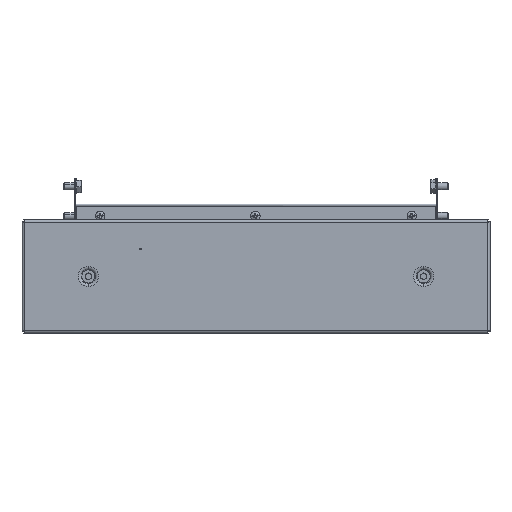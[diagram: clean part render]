
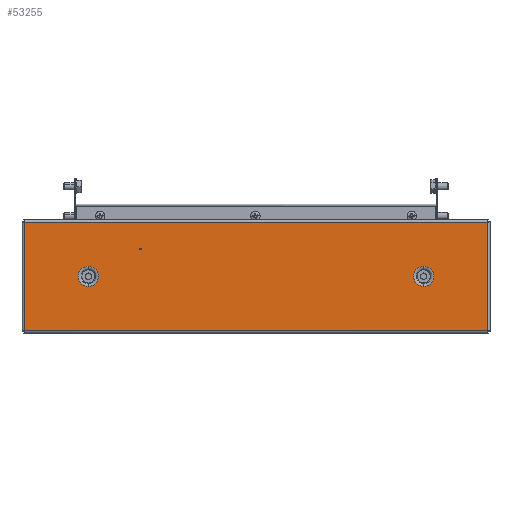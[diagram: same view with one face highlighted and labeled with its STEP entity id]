
A CAD part, top view. The second image highlights one B-rep face of the part: STEP entity #53255.
In plain terms, the highlighted planar face has unit normal (0, 0, 1).
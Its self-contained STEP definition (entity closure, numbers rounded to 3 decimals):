
#720 = CARTESIAN_POINT ( 'NONE',  ( -196.029, -45.6, 0. ) ) ;
#1892 = CARTESIAN_POINT ( 'NONE',  ( 141.5, 0., 0. ) ) ;
#2076 = AXIS2_PLACEMENT_3D ( 'NONE', #5834, #9635, #43054 ) ;
#2989 = EDGE_CURVE ( 'NONE', #26964, #47850, #50446, .T. ) ;
#3524 = CARTESIAN_POINT ( 'NONE',  ( -97., 23., 0. ) ) ;
#3604 = VERTEX_POINT ( 'NONE', #8439 ) ;
#4960 = VERTEX_POINT ( 'NONE', #47648 ) ;
#5186 = DIRECTION ( 'NONE',  ( 0., -1., 0. ) ) ;
#5834 = CARTESIAN_POINT ( 'NONE',  ( -141.5, 0., 0. ) ) ;
#6632 = AXIS2_PLACEMENT_3D ( 'NONE', #36134, #21152, #37686 ) ;
#7084 = EDGE_CURVE ( 'NONE', #4960, #7774, #40252, .T. ) ;
#7295 = CARTESIAN_POINT ( 'NONE',  ( -97.5, 23., 0. ) ) ;
#7774 = VERTEX_POINT ( 'NONE', #33164 ) ;
#8439 = CARTESIAN_POINT ( 'NONE',  ( -141.5, -8.443, 0. ) ) ;
#8786 = CARTESIAN_POINT ( 'NONE',  ( -98., 23., 0. ) ) ;
#9063 = DIRECTION ( 'NONE',  ( 0., 1., 0. ) ) ;
#9114 = DIRECTION ( 'NONE',  ( 1., 0., 0. ) ) ;
#9211 = DIRECTION ( 'NONE',  ( 0., 1., 0. ) ) ;
#9285 = EDGE_CURVE ( 'NONE', #47850, #26964, #48927, .T. ) ;
#9526 = VERTEX_POINT ( 'NONE', #39706 ) ;
#9635 = DIRECTION ( 'NONE',  ( 0., 0., 1. ) ) ;
#10006 = ORIENTED_EDGE ( 'NONE', *, *, #9285, .T. ) ;
#11428 = CARTESIAN_POINT ( 'NONE',  ( 141.5, 8.443, 0. ) ) ;
#12012 = VERTEX_POINT ( 'NONE', #34951 ) ;
#12155 = EDGE_LOOP ( 'NONE', ( #28338, #31717 ) ) ;
#12478 = CIRCLE ( 'NONE', #27717, 8.443 ) ;
#13051 = AXIS2_PLACEMENT_3D ( 'NONE', #42292, #50082, #9211 ) ;
#13109 = CIRCLE ( 'NONE', #2076, 8.443 ) ;
#13362 = AXIS2_PLACEMENT_3D ( 'NONE', #20808, #45101, #40818 ) ;
#14090 = CARTESIAN_POINT ( 'NONE',  ( 195.1, -45.6, 0. ) ) ;
#14999 = ORIENTED_EDGE ( 'NONE', *, *, #30805, .F. ) ;
#15690 = DIRECTION ( 'NONE',  ( 0., 1., 0. ) ) ;
#16726 = DIRECTION ( 'NONE',  ( 0., 0., 1. ) ) ;
#16910 = VECTOR ( 'NONE', #15690, 1000. ) ;
#16981 = VECTOR ( 'NONE', #23248, 1000. ) ;
#17280 = EDGE_CURVE ( 'NONE', #3604, #12012, #13109, .T. ) ;
#18492 = VECTOR ( 'NONE', #9114, 1000. ) ;
#18626 = DIRECTION ( 'NONE',  ( 0., 0., 1. ) ) ;
#19919 = EDGE_LOOP ( 'NONE', ( #37906, #50370, #39647, #51363 ) ) ;
#20262 = ORIENTED_EDGE ( 'NONE', *, *, #2989, .T. ) ;
#20808 = CARTESIAN_POINT ( 'NONE',  ( -97.5, 23., 0. ) ) ;
#21152 = DIRECTION ( 'NONE',  ( 0., 0., 1. ) ) ;
#21222 = CARTESIAN_POINT ( 'NONE',  ( -195.1, 46.529, 0. ) ) ;
#21268 = LINE ( 'NONE', #21222, #52887 ) ;
#22324 = ORIENTED_EDGE ( 'NONE', *, *, #17280, .F. ) ;
#23248 = DIRECTION ( 'NONE',  ( -1., 0., 0. ) ) ;
#23846 = FACE_BOUND ( 'NONE', #12155, .T. ) ;
#26964 = VERTEX_POINT ( 'NONE', #8786 ) ;
#27717 = AXIS2_PLACEMENT_3D ( 'NONE', #29400, #16726, #9063 ) ;
#28338 = ORIENTED_EDGE ( 'NONE', *, *, #49864, .F. ) ;
#29400 = CARTESIAN_POINT ( 'NONE',  ( 141.5, 0., 0. ) ) ;
#30805 = EDGE_CURVE ( 'NONE', #12012, #3604, #45402, .T. ) ;
#31717 = ORIENTED_EDGE ( 'NONE', *, *, #46573, .F. ) ;
#31746 = EDGE_CURVE ( 'NONE', #44214, #4960, #38227, .T. ) ;
#32048 = PLANE ( 'NONE',  #6632 ) ;
#32131 = DIRECTION ( 'NONE',  ( -1., 0., 0. ) ) ;
#33164 = CARTESIAN_POINT ( 'NONE',  ( -195.1, 45.6, 0. ) ) ;
#33304 = AXIS2_PLACEMENT_3D ( 'NONE', #7295, #40007, #32131 ) ;
#34328 = FACE_BOUND ( 'NONE', #49747, .T. ) ;
#34951 = CARTESIAN_POINT ( 'NONE',  ( -141.5, 8.443, 0. ) ) ;
#35050 = DIRECTION ( 'NONE',  ( 0., 1., 0. ) ) ;
#35444 = CARTESIAN_POINT ( 'NONE',  ( 196.029, 45.6, 0. ) ) ;
#36056 = CIRCLE ( 'NONE', #53179, 8.443 ) ;
#36134 = CARTESIAN_POINT ( 'NONE',  ( 0., 0., 0. ) ) ;
#37686 = DIRECTION ( 'NONE',  ( 1., 0., 0. ) ) ;
#37906 = ORIENTED_EDGE ( 'NONE', *, *, #49766, .T. ) ;
#38227 = LINE ( 'NONE', #40234, #16910 ) ;
#39284 = FACE_OUTER_BOUND ( 'NONE', #19919, .T. ) ;
#39647 = ORIENTED_EDGE ( 'NONE', *, *, #31746, .T. ) ;
#39706 = CARTESIAN_POINT ( 'NONE',  ( 141.5, -8.443, 0. ) ) ;
#40007 = DIRECTION ( 'NONE',  ( 0., 0., -1. ) ) ;
#40234 = CARTESIAN_POINT ( 'NONE',  ( 195.1, -46.529, 0. ) ) ;
#40252 = LINE ( 'NONE', #35444, #16981 ) ;
#40818 = DIRECTION ( 'NONE',  ( -1., 0., 0. ) ) ;
#42292 = CARTESIAN_POINT ( 'NONE',  ( -141.5, 0., 0. ) ) ;
#42324 = EDGE_LOOP ( 'NONE', ( #20262, #10006 ) ) ;
#43054 = DIRECTION ( 'NONE',  ( 0., 1., 0. ) ) ;
#44214 = VERTEX_POINT ( 'NONE', #14090 ) ;
#45101 = DIRECTION ( 'NONE',  ( 0., 0., -1. ) ) ;
#45213 = EDGE_CURVE ( 'NONE', #53387, #44214, #47529, .T. ) ;
#45287 = CARTESIAN_POINT ( 'NONE',  ( -195.1, -45.6, 0. ) ) ;
#45402 = CIRCLE ( 'NONE', #13051, 8.443 ) ;
#46573 = EDGE_CURVE ( 'NONE', #9526, #49594, #12478, .T. ) ;
#47529 = LINE ( 'NONE', #720, #18492 ) ;
#47648 = CARTESIAN_POINT ( 'NONE',  ( 195.1, 45.6, 0. ) ) ;
#47850 = VERTEX_POINT ( 'NONE', #3524 ) ;
#48563 = FACE_BOUND ( 'NONE', #42324, .T. ) ;
#48927 = CIRCLE ( 'NONE', #13362, 0.5 ) ;
#49594 = VERTEX_POINT ( 'NONE', #11428 ) ;
#49747 = EDGE_LOOP ( 'NONE', ( #14999, #22324 ) ) ;
#49766 = EDGE_CURVE ( 'NONE', #7774, #53387, #21268, .T. ) ;
#49864 = EDGE_CURVE ( 'NONE', #49594, #9526, #36056, .T. ) ;
#50082 = DIRECTION ( 'NONE',  ( 0., 0., 1. ) ) ;
#50370 = ORIENTED_EDGE ( 'NONE', *, *, #45213, .T. ) ;
#50446 = CIRCLE ( 'NONE', #33304, 0.5 ) ;
#51363 = ORIENTED_EDGE ( 'NONE', *, *, #7084, .T. ) ;
#52887 = VECTOR ( 'NONE', #5186, 1000. ) ;
#53179 = AXIS2_PLACEMENT_3D ( 'NONE', #1892, #18626, #35050 ) ;
#53255 = ADVANCED_FACE ( 'NONE', ( #48563, #23846, #34328, #39284 ), #32048, .T. ) ;
#53387 = VERTEX_POINT ( 'NONE', #45287 ) ;
